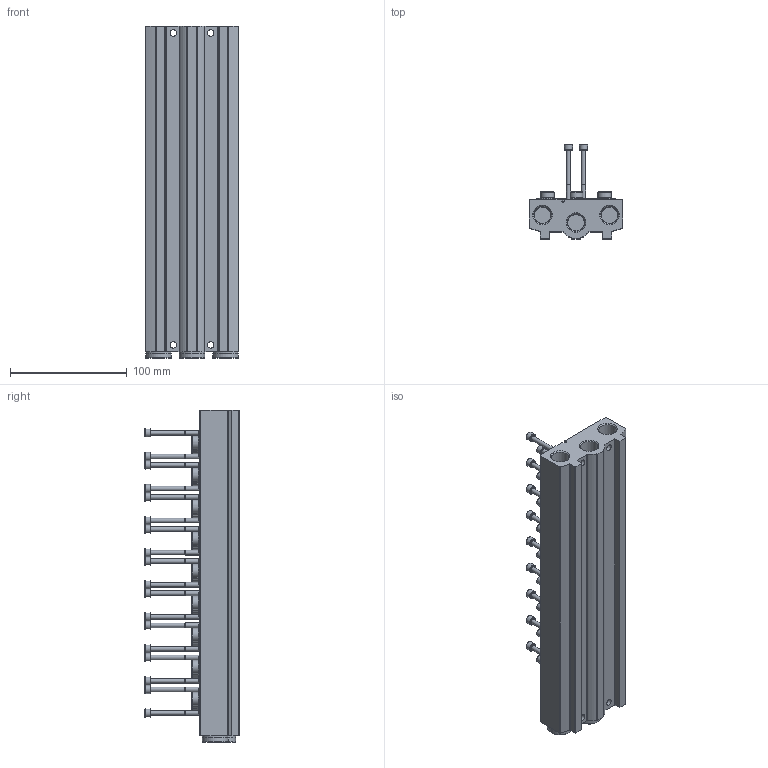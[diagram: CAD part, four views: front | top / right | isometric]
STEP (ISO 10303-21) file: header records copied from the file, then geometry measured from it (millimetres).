
FILE_DESCRIPTION(/* description */ ('STEP AP214'),/* implementation_level */ '2;1');
FILE_NAME(/* name */ '8026268_VABM-B10-25S-G38-9',/* time_stamp */ '2024-09-10T09:55:27+02:00',/* author */ ('License CC BY-ND 4.0'),/* organization */ ('CADENAS'),/* preprocessor_version */ 'ST-DEVELOPER v19.3',/* originating_system */ 'PARTsolutions',/* authorisation */ ' ');
FILE_SCHEMA (('AUTOMOTIVE_DESIGN {1 0 10303 214 3 1 1}'));
Length unit declared in the file: millimetre
Products named in the file (5): 8026268 VABM-B10-25S-G38-9; 8026268 VABM-B10-25S-G38-9---(M); 1657071 VUVS-G14-3---(S); 2833735 F-M4x50-10.9; 3570 B-3/8---(Plug)
Assembly tree (31 placements, depth 2):
  8026268 VABM-B10-25S-G38-9
    8026268 VABM-B10-25S-G38-9---(M)
    1657071 VUVS-G14-3---(S)  x9
    2833735 F-M4x50-10.9  x18
    3570 B-3/8---(Plug)  x3
Bounding box: 80.5 x 80.8 x 284.7 mm (x, y, z)
Volume: 558668.7 mm3; surface area: 169286.6 mm2
Topology: 31 solids, 31 shells, 1502 faces, 3639 edges, 2317 vertices
Faces by surface type: plane 678, cylinder 465, cone 284, torus 75
Full cylindrical faces by diameter (mm): 3.242 x19, 3.5 x1, 3.9 x18, 4 x18, 5.5 x4, 7 x45, 8.6 x27, 11.6 x27, 14.3 x3, 14.6 x27, 14.95 x6, 16.662 x3, 19.8 x3, 22 x6
Entity records: 10171 total; most frequent: CARTESIAN_POINT 2108, DIRECTION 1706, ORIENTED_EDGE 1330, AXIS2_PLACEMENT_3D 702, EDGE_CURVE 665, FACE_BOUND 619, EDGE_LOOP 599, VERTEX_POINT 524
